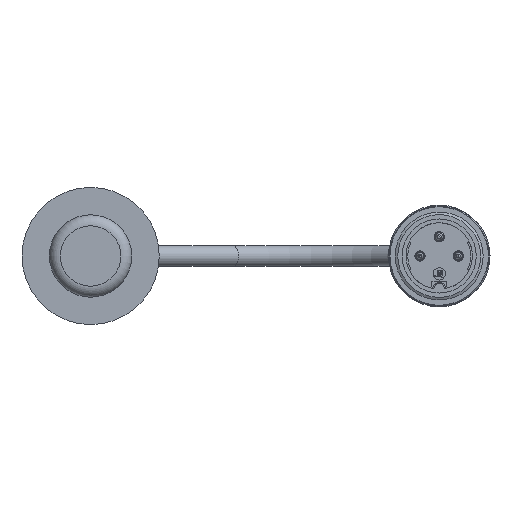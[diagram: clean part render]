
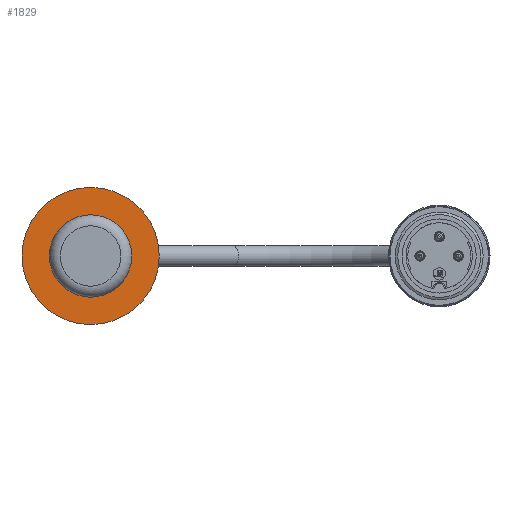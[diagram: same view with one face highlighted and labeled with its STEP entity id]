
A CAD part, left-side view. The second image highlights one B-rep face of the part: STEP entity #1829.
In plain terms, the highlighted planar face has unit normal (-1, 0, 0).
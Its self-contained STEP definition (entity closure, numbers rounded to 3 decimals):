
#237=PLANE('',#1985);
#297=CIRCLE('',#1978,7.5);
#301=CIRCLE('',#1986,12.5);
#419=FACE_BOUND('',#625,.T.);
#489=FACE_OUTER_BOUND('',#624,.T.);
#624=EDGE_LOOP('',(#1223));
#625=EDGE_LOOP('',(#1224));
#822=VERTEX_POINT('',#2917);
#826=VERTEX_POINT('',#2929);
#990=EDGE_CURVE('',#822,#822,#297,.T.);
#994=EDGE_CURVE('',#826,#826,#301,.T.);
#1223=ORIENTED_EDGE('',*,*,#994,.F.);
#1224=ORIENTED_EDGE('',*,*,#990,.T.);
#1829=ADVANCED_FACE('',(#489,#419),#237,.T.);
#1978=AXIS2_PLACEMENT_3D('',#2918,#2221,#2222);
#1985=AXIS2_PLACEMENT_3D('',#2928,#2235,#2236);
#1986=AXIS2_PLACEMENT_3D('',#2930,#2237,#2238);
#2221=DIRECTION('center_axis',(1.,0.,0.));
#2222=DIRECTION('ref_axis',(0.,0.,-1.));
#2235=DIRECTION('center_axis',(-1.,0.,0.));
#2236=DIRECTION('ref_axis',(0.,0.,1.));
#2237=DIRECTION('center_axis',(1.,0.,0.));
#2238=DIRECTION('ref_axis',(0.,0.,-1.));
#2917=CARTESIAN_POINT('',(-10.,7.5,0.));
#2918=CARTESIAN_POINT('Origin',(-10.,0.,
0.));
#2928=CARTESIAN_POINT('Origin',(-10.,12.5,0.));
#2929=CARTESIAN_POINT('',(-10.,12.5,0.));
#2930=CARTESIAN_POINT('Origin',(-10.,0.,
0.));
